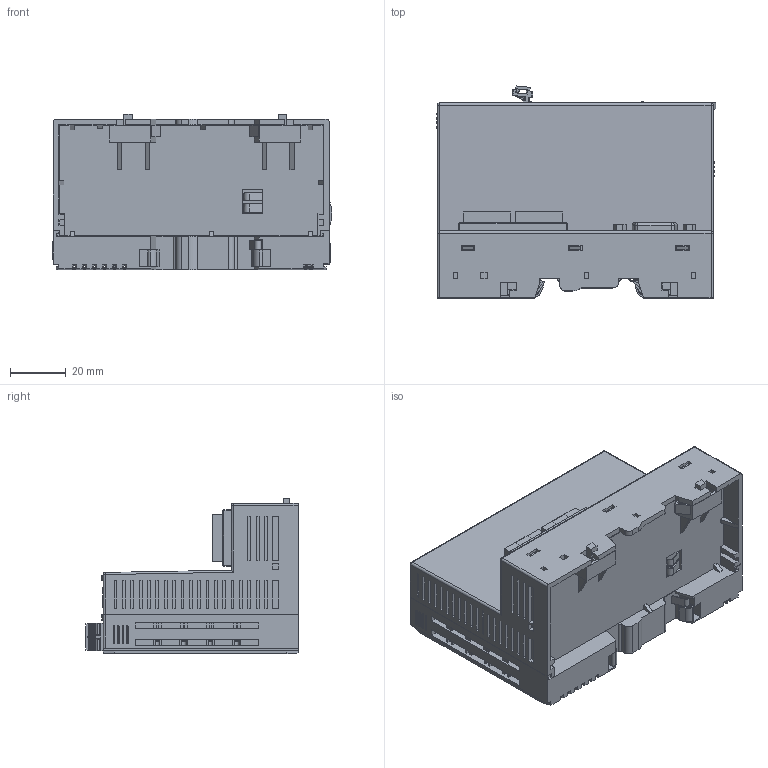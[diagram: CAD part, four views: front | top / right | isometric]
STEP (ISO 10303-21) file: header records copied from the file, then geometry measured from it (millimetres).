
FILE_DESCRIPTION((''),'2;1');
FILE_NAME('RN-9372','2019-10-08T',('seo'),(''),'CREO PARAMETRIC BY PTC INC, 2016130','CREO PARAMETRIC BY PTC INC, 2016130','');
FILE_SCHEMA(('CONFIG_CONTROL_DESIGN'));
Products named in the file (1): RN-9372
Bounding box: 100.36 x 76.15 x 55.8 mm (x, y, z)
Volume: 228666 mm3; surface area: 57343 mm2
Topology: 2 solids, 3 shells, 2372 faces, 6468 edges, 4226 vertices
Faces by surface type: plane 1964, cylinder 303, bspline 45, torus 22, cone 20, sphere 18
Entity records: 75858 total; most frequent: CARTESIAN_POINT 15664, ORIENTED_EDGE 12936, DIRECTION 11545, EDGE_CURVE 6468, VECTOR 5651, LINE 5651, VERTEX_POINT 4226, AXIS2_PLACEMENT_3D 2947
